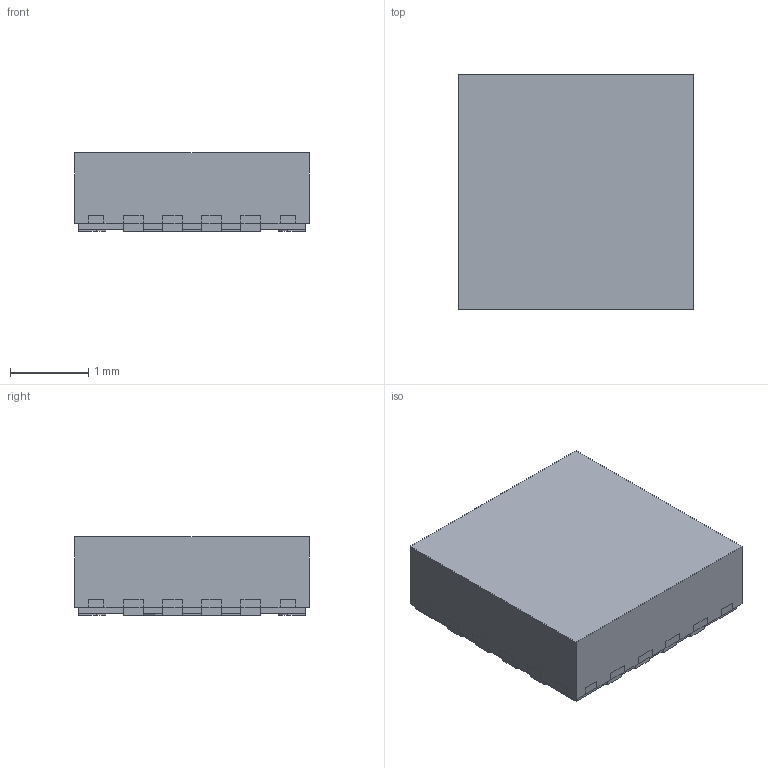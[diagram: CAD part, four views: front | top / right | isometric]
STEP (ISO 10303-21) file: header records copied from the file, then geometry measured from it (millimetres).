
FILE_DESCRIPTION((''),'2;1');
FILE_NAME('RGT0016J_ASM','2018-10-01T08:55:41',('a0412086'),(''),'CREO PARAMETRIC BY PTC INC, 2018020','CREO PARAMETRIC BY PTC INC, 2018020','');
FILE_SCHEMA(('AUTOMOTIVE_DESIGN { 1 0 10303 214 1 1 1 1 }'));
Length unit declared in the file: millimetre
Products named in the file (4): BODY-QFN_AF0; FRAME-RGT0016J_AF0; PIN1-ID; RGT0016J_ASM
Assembly tree (3 placements, depth 2):
  RGT0016J_ASM
    BODY-QFN_AF0
    FRAME-RGT0016J_AF0
    PIN1-ID
Bounding box: 3 x 3 x 1 mm (x, y, z)
Volume: 8.8 mm3; surface area: 51.7 mm2
Topology: 22 solids, 22 shells, 321 faces, 830 edges, 548 vertices
Faces by surface type: plane 289, cylinder 32
Entity records: 13008 total; most frequent: CARTESIAN_POINT 1749, ORIENTED_EDGE 1660, DIRECTION 1602, PRESENTATION_STYLE_ASSIGNMENT 905, STYLED_ITEM 852, CURVE_STYLE 830, EDGE_CURVE 830, VECTOR 766
